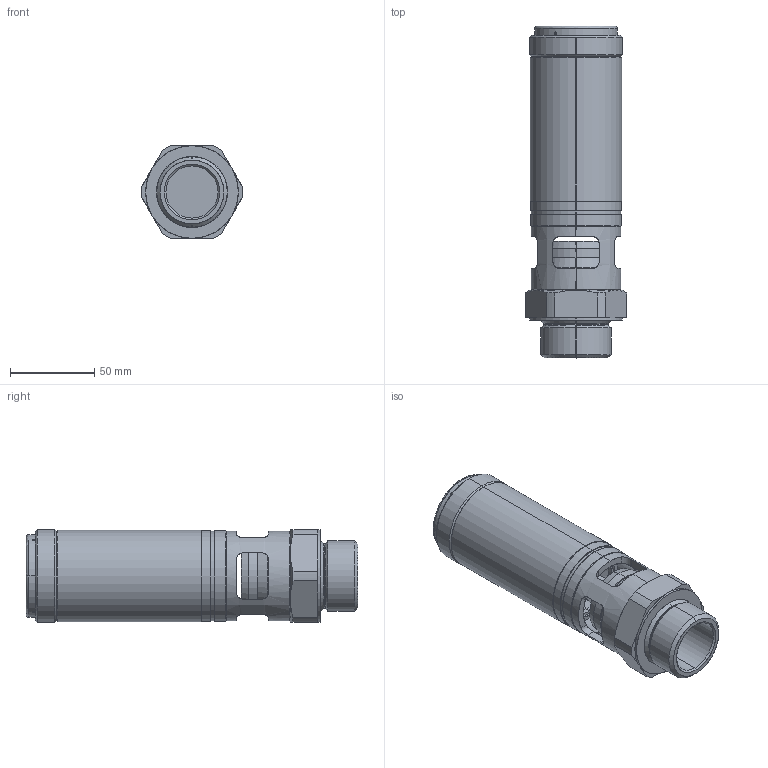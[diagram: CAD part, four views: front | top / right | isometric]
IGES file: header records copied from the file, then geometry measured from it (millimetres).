
Start section: SolidWorks IGES file using analytic representation for surfaces
Global section: file name: 812SGK-32-M-32-SHORT.IGS; native system: SolidWorks 2016; preprocessor: SolidWorks 2016; author: Stavrianos; date: 170818.093201; units: millimetre
Bounding box: 60.5 x 197.3 x 55 mm (x, y, z)
Surface area: 54599.6 mm2 (no closed solid volume)
Topology: 0 solids, 0 shells, 184 faces, 3634 edges, 3634 vertices
Faces by surface type: revolution 102, bspline 82
